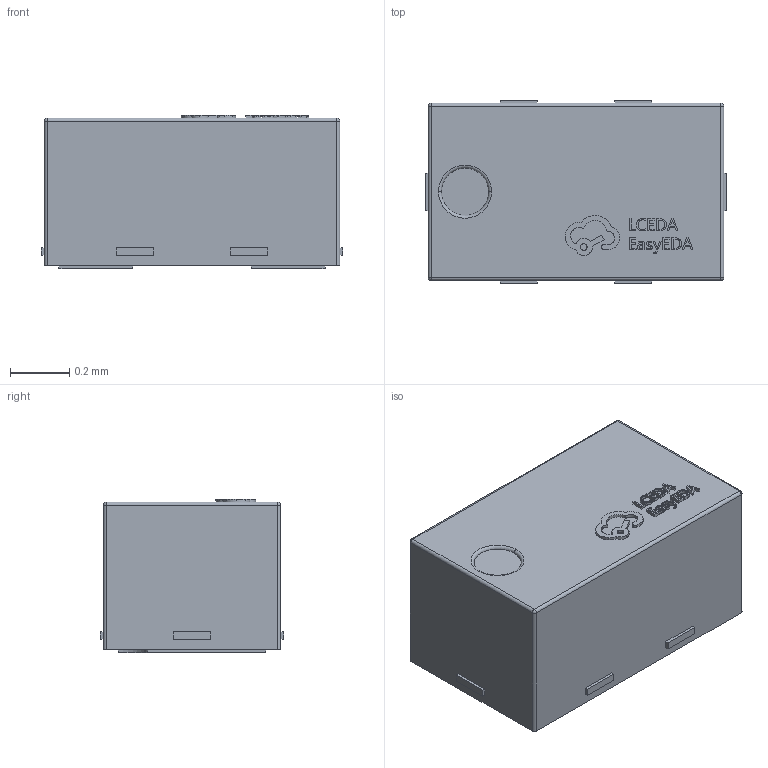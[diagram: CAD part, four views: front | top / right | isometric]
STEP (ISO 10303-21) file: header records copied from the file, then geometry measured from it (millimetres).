
FILE_DESCRIPTION (( 'STEP AP214' ), '1' );
FILE_NAME ('X3-DFN0603-2_L0.6-W0.3-H0.5-BI.step', '2022-06-30T14:15:30', ( '' ), ( '' ), 'SwSTEP 2.0', 'SolidWorks 2020', '' );
FILE_SCHEMA (( 'AUTOMOTIVE_DESIGN' ));
Length unit declared in the file: millimetre
Products named in the file (1): X3-DFN0603-2_L0.6-W0.3-H0.5-BI
Bounding box: 1.02 x 0.62 x 0.52 mm (x, y, z)
Volume: 0.3 mm3; surface area: 2.9 mm2
Topology: 1 solids, 1 shells, 345 faces, 916 edges, 604 vertices
Faces by surface type: plane 218, bspline 112, cylinder 9, sphere 4, torus 2
Entity records: 15595 total; most frequent: CARTESIAN_POINT 3966, ORIENTED_EDGE 1824, DIRECTION 1176, EDGE_CURVE 912, LINE 660, VECTOR 660, VERTEX_POINT 604, EDGE_LOOP 380
